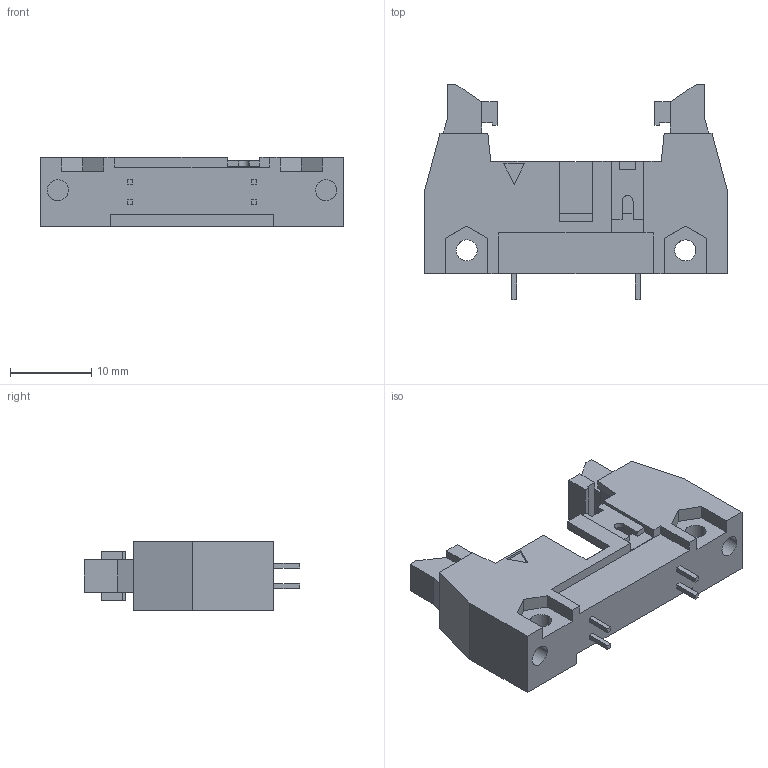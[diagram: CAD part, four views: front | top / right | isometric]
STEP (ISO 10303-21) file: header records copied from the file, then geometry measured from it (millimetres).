
FILE_DESCRIPTION(('STEP AP214'),'1');
FILE_NAME('09185145919.stp','2016-09-11T13:06:01',('TraceParts'),('TraceParts S.A.'),'Spatial InterOp 3D',' ',' ');
FILE_SCHEMA(('automotive_design'));
Length unit declared in the file: millimetre
Products named in the file (1): 09185145919
Bounding box: 37.4 x 26.5 x 8.5 mm (x, y, z)
Volume: 3511.7 mm3; surface area: 3013.6 mm2
Topology: 1 solids, 1 shells, 144 faces, 383 edges, 252 vertices
Faces by surface type: bspline 144
Entity records: 5765 total; most frequent: CARTESIAN_POINT 1735, ORIENTED_EDGE 766, EDGE_CURVE 383, B_SPLINE_CURVE_WITH_KNOTS 361, VERTEX_POINT 252, PRESENTATION_STYLE_ASSIGNMENT 250, COLOUR_RGB 250, STYLED_ITEM 209
